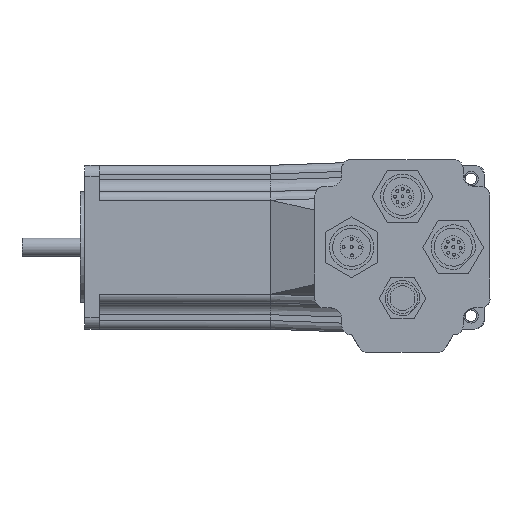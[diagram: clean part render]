
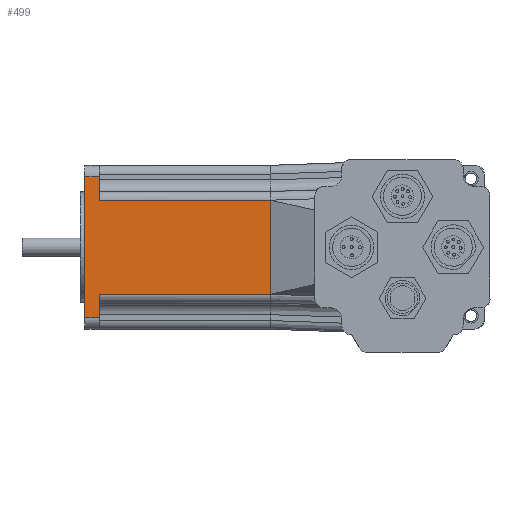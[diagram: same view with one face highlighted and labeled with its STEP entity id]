
A CAD part, front view. The second image highlights one B-rep face of the part: STEP entity #499.
In plain terms, the highlighted planar face has unit normal (0, -1, 0).
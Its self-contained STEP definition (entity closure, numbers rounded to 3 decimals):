
#499 = ADVANCED_FACE( '', ( #1418 ), #1419, .F. );
#1418 = FACE_OUTER_BOUND( '', #2941, .T. );
#1419 = PLANE( '', #2942 );
#2941 = EDGE_LOOP( '', ( #6628, #6629, #6630, #6631, #6632, #6633, #6634, #6635 ) );
#2942 = AXIS2_PLACEMENT_3D( '', #6636, #6637, #6638 );
#6628 = ORIENTED_EDGE( '', *, *, #10685, .F. );
#6629 = ORIENTED_EDGE( '', *, *, #10686, .T. );
#6630 = ORIENTED_EDGE( '', *, *, #10687, .T. );
#6631 = ORIENTED_EDGE( '', *, *, #10688, .T. );
#6632 = ORIENTED_EDGE( '', *, *, #10689, .F. );
#6633 = ORIENTED_EDGE( '', *, *, #10690, .F. );
#6634 = ORIENTED_EDGE( '', *, *, #10691, .T. );
#6635 = ORIENTED_EDGE( '', *, *, #10692, .F. );
#6636 = CARTESIAN_POINT( '', ( -93., -28.2, 0. ) );
#6637 = DIRECTION( '', ( 0., 1., 0. ) );
#6638 = DIRECTION( '', ( 1., 0., 0. ) );
#10685 = EDGE_CURVE( '', #12127, #12128, #12129, .T. );
#10686 = EDGE_CURVE( '', #12127, #12130, #12131, .T. );
#10687 = EDGE_CURVE( '', #12130, #12132, #12133, .T. );
#10688 = EDGE_CURVE( '', #12132, #12134, #12135, .T. );
#10689 = EDGE_CURVE( '', #12136, #12134, #12137, .T. );
#10690 = EDGE_CURVE( '', #12138, #12136, #12139, .T. );
#10691 = EDGE_CURVE( '', #12138, #12140, #12141, .T. );
#10692 = EDGE_CURVE( '', #12128, #12140, #12142, .T. );
#12127 = VERTEX_POINT( '', #14237 );
#12128 = VERTEX_POINT( '', #14238 );
#12129 = LINE( '', #14239, #14240 );
#12130 = VERTEX_POINT( '', #14241 );
#12131 = LINE( '', #14242, #14243 );
#12132 = VERTEX_POINT( '', #14244 );
#12133 = LINE( '', #14245, #14246 );
#12134 = VERTEX_POINT( '', #14247 );
#12135 = LINE( '', #14248, #14249 );
#12136 = VERTEX_POINT( '', #14250 );
#12137 = LINE( '', #14251, #14252 );
#12138 = VERTEX_POINT( '', #14253 );
#12139 = LINE( '', #14254, #14255 );
#12140 = VERTEX_POINT( '', #14256 );
#12141 = LINE( '', #14257, #14258 );
#12142 = LINE( '', #14259, #14260 );
#14237 = CARTESIAN_POINT( '', ( -119., -28.2, -24.2 ) );
#14238 = CARTESIAN_POINT( '', ( -119., -28.2, 24.2 ) );
#14239 = CARTESIAN_POINT( '', ( -119., -28.2, -24.2 ) );
#14240 = VECTOR( '', #18203, 1000. );
#14241 = CARTESIAN_POINT( '', ( -114., -28.2, -24.2 ) );
#14242 = CARTESIAN_POINT( '', ( -98., -28.2, -24.2 ) );
#14243 = VECTOR( '', #18204, 1000. );
#14244 = CARTESIAN_POINT( '', ( -114., -28.2, -16.2 ) );
#14245 = CARTESIAN_POINT( '', ( -114., -28.2, -24.2 ) );
#14246 = VECTOR( '', #18205, 1000. );
#14247 = CARTESIAN_POINT( '', ( -55., -28.2, -16.2 ) );
#14248 = CARTESIAN_POINT( '', ( -93., -28.2, -16.2 ) );
#14249 = VECTOR( '', #18206, 1000. );
#14250 = CARTESIAN_POINT( '', ( -55., -28.2, 16.2 ) );
#14251 = CARTESIAN_POINT( '', ( -55., -28.2, 0. ) );
#14252 = VECTOR( '', #18207, 1000. );
#14253 = CARTESIAN_POINT( '', ( -114., -28.2, 16.2 ) );
#14254 = CARTESIAN_POINT( '', ( -93., -28.2, 16.2 ) );
#14255 = VECTOR( '', #18208, 1000. );
#14256 = CARTESIAN_POINT( '', ( -114., -28.2, 24.2 ) );
#14257 = CARTESIAN_POINT( '', ( -114., -28.2, 16.2 ) );
#14258 = VECTOR( '', #18209, 1000. );
#14259 = CARTESIAN_POINT( '', ( -98., -28.2, 24.2 ) );
#14260 = VECTOR( '', #18210, 1000. );
#18203 = DIRECTION( '', ( 0., 0., 1. ) );
#18204 = DIRECTION( '', ( 1., 0., 0. ) );
#18205 = DIRECTION( '', ( 0., 0., 1. ) );
#18206 = DIRECTION( '', ( 1., 0., 0. ) );
#18207 = DIRECTION( '', ( 0., 0., -1. ) );
#18208 = DIRECTION( '', ( 1., 0., 0. ) );
#18209 = DIRECTION( '', ( 0., 0., 1. ) );
#18210 = DIRECTION( '', ( 1., 0., 0. ) );
